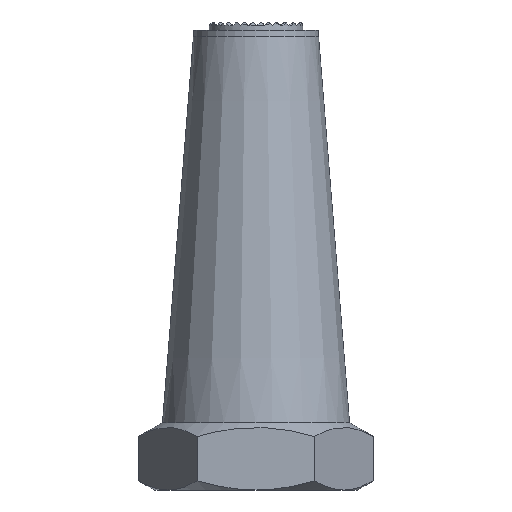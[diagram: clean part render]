
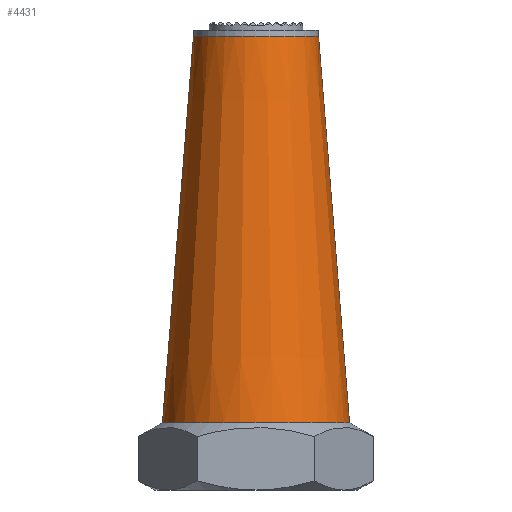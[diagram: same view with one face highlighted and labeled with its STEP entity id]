
A CAD part, left-side view. The second image highlights one B-rep face of the part: STEP entity #4431.
In plain terms, the highlighted conical face has half-angle 4.583 degrees and reference radius 5.98 mm.
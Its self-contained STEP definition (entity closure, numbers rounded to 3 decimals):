
#47 = ORIENTED_EDGE ( 'NONE', *, *, #8974, .T. ) ;
#163 = CIRCLE ( 'NONE', #5724, 4. ) ;
#397 = CARTESIAN_POINT ( 'NONE',  ( 0., 5.98, 4.3 ) ) ;
#923 = CARTESIAN_POINT ( 'NONE',  ( 0., 0., 4.3 ) ) ;
#1256 = DIRECTION ( 'NONE',  ( 0., -1., 0. ) ) ;
#1558 = VECTOR ( 'NONE', #8816, 1000. ) ;
#1621 = VERTEX_POINT ( 'NONE', #8991 ) ;
#1754 = EDGE_CURVE ( 'NONE', #1835, #6080, #7941, .T. ) ;
#1814 = FACE_OUTER_BOUND ( 'NONE', #4215, .T. ) ;
#1835 = VERTEX_POINT ( 'NONE', #6357 ) ;
#2311 = ORIENTED_EDGE ( 'NONE', *, *, #1754, .F. ) ;
#2638 = DIRECTION ( 'NONE',  ( 0., -0.08, -0.997 ) ) ;
#2895 = EDGE_CURVE ( 'NONE', #1621, #4612, #163, .T. ) ;
#3518 = VECTOR ( 'NONE', #2638, 1000. ) ;
#3555 = CARTESIAN_POINT ( 'NONE',  ( 0., 4., 29. ) ) ;
#3644 = EDGE_CURVE ( 'NONE', #1621, #1835, #9560, .T. ) ;
#4215 = EDGE_LOOP ( 'NONE', ( #8366, #47, #2311, #8528 ) ) ;
#4256 = DIRECTION ( 'NONE',  ( 0., 0., -1. ) ) ;
#4431 = ADVANCED_FACE ( 'NONE', ( #1814 ), #9433, .T. ) ;
#4612 = VERTEX_POINT ( 'NONE', #3555 ) ;
#5257 = DIRECTION ( 'NONE',  ( 0., -1., 0. ) ) ;
#5724 = AXIS2_PLACEMENT_3D ( 'NONE', #5836, #4256, #1256 ) ;
#5819 = LINE ( 'NONE', #397, #1558 ) ;
#5836 = CARTESIAN_POINT ( 'NONE',  ( 0., 0., 29. ) ) ;
#5921 = CARTESIAN_POINT ( 'NONE',  ( 0., 5.98, 4.3 ) ) ;
#6080 = VERTEX_POINT ( 'NONE', #5921 ) ;
#6357 = CARTESIAN_POINT ( 'NONE',  ( 0., -5.98, 4.3 ) ) ;
#6440 = DIRECTION ( 'NONE',  ( 0., -1., 0. ) ) ;
#6571 = CARTESIAN_POINT ( 'NONE',  ( 0., -5.98, 4.3 ) ) ;
#7639 = DIRECTION ( 'NONE',  ( 0., 0., -1. ) ) ;
#7786 = DIRECTION ( 'NONE',  ( 0., 0., -1. ) ) ;
#7836 = CARTESIAN_POINT ( 'NONE',  ( 0., 0., 4.3 ) ) ;
#7932 = AXIS2_PLACEMENT_3D ( 'NONE', #923, #7639, #5257 ) ;
#7941 = CIRCLE ( 'NONE', #7932, 5.98 ) ;
#8366 = ORIENTED_EDGE ( 'NONE', *, *, #2895, .T. ) ;
#8528 = ORIENTED_EDGE ( 'NONE', *, *, #3644, .F. ) ;
#8816 = DIRECTION ( 'NONE',  ( 0., 0.08, -0.997 ) ) ;
#8974 = EDGE_CURVE ( 'NONE', #4612, #6080, #5819, .T. ) ;
#8991 = CARTESIAN_POINT ( 'NONE',  ( 0., -4., 29. ) ) ;
#9433 = CONICAL_SURFACE ( 'NONE', #9584, 5.98, 0.08 ) ;
#9560 = LINE ( 'NONE', #6571, #3518 ) ;
#9584 = AXIS2_PLACEMENT_3D ( 'NONE', #7836, #7786, #6440 ) ;
